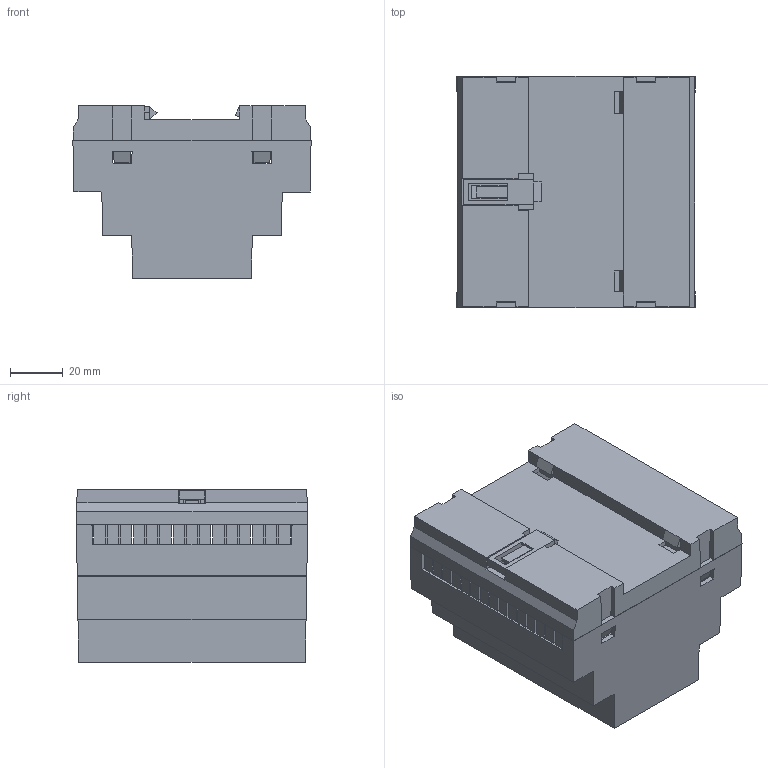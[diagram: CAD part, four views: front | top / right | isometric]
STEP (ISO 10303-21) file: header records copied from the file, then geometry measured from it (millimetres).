
FILE_DESCRIPTION(('HOOPS Exchange Step'),'2;1');
FILE_NAME('1e37cdd492b0313c57856d0c2a801cdc20221213-1-148fffv.SLDPRT.step','2022-12-13T16:28:46+00:00',('root'),('Unknown organisation'),'HOOPS Exchange 2021.0','HOOPS Exchange','Unknown authorisation');
FILE_SCHEMA( ('AUTOMOTIVE_DESIGN { 1 0 10303 214 1 1 1 1 }') );
Length unit declared in the file: millimetre
Products named in the file (2): Default; 1e37cdd492b0313c57856d0c2a801cdc20221213-1-148fffv
Assembly tree (1 placements, depth 2):
  1e37cdd492b0313c57856d0c2a801cdc20221213-1-148fffv
    Default
Bounding box: 90.2 x 87.6 x 65.4 mm (x, y, z)
Volume: 71583.1 mm3; surface area: 78168.1 mm2
Topology: 4 solids, 4 shells, 880 faces, 2837 edges, 1895 vertices
Faces by surface type: plane 729, cylinder 151
Full cylindrical faces by diameter (mm): 2.4 x4, 3.9 x25, 6 x4
Entity records: 31601 total; most frequent: ORIENTED_EDGE 5674, CARTESIAN_POINT 5619, DIRECTION 5144, EDGE_CURVE 2837, VECTOR 2292, LINE 2292, VERTEX_POINT 1895, AXIS2_PLACEMENT_3D 1426
